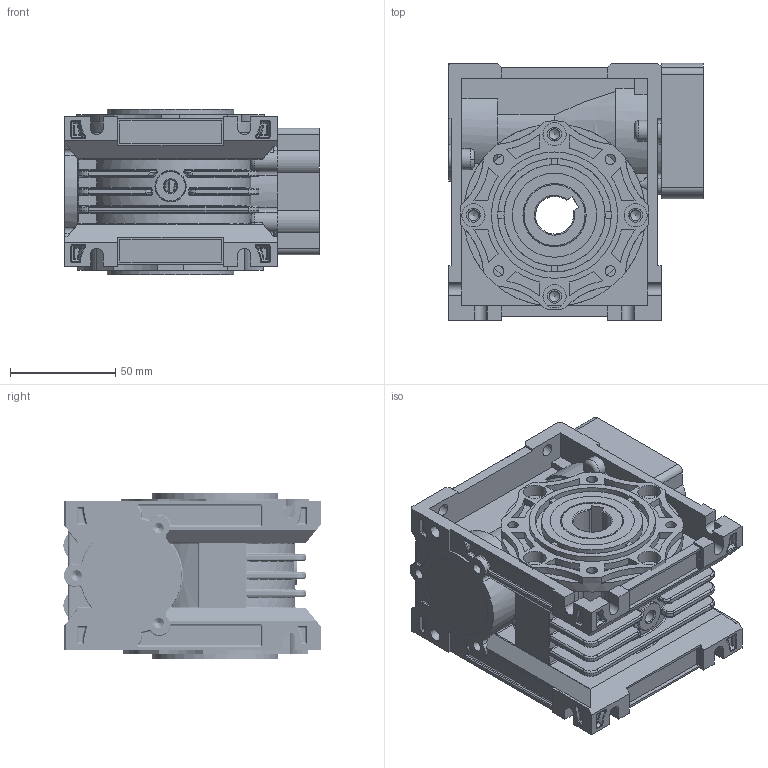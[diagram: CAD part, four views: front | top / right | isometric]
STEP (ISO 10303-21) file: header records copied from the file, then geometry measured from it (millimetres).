
FILE_DESCRIPTION(('STEP AP214'), '1');
FILE_NAME('RV40-60', '', ('UNSPECIFIED'), ('UNSPECIFIED'), 'ASCON STEP Converter 1.6', 'ASCON Math Kernel', '');
FILE_SCHEMA(('AUTOMOTIVE_DESIGN { 1 0 10303 214 3 1 1}'));
Length unit declared in the file: millimetre
Bounding box: 121 x 122.15 x 78.5 mm (x, y, z)
Volume: 457383.1 mm3; surface area: 244176.7 mm2
Topology: 13 solids, 13 shells, 2607 faces, 6764 edges, 4141 vertices
Faces by surface type: cylinder 815, plane 580, sphere 401, bspline 373, torus 360, cone 78
Full cylindrical faces by diameter (mm): 4 x1, 4.134 x4, 5 x18, 5.188 x4, 5.5 x4, 6 x7, 6.6 x4, 6.917 x1, 8.5 x1, 11 x4, 12 x1, 13 x2, 14 x1, 15 x1, 17 x2, 18.86 x1, 23.9 x2, 24.95 x1, 25 x2, 27.35 x1, 29.65 x1, 30 x8, 31.6 x2, 33.1 x2, 34 x2, 34.9 x1, 35 x1, 37.1 x1, 37.5 x4, 40 x9
Entity records: 199970 total; most frequent: CARTESIAN_POINT 121669, ORIENTED_EDGE 12846, DIRECTION 10213, EDGE_CURVE 6423, AXIS2_PLACEMENT_3D 4248, VERTEX_POINT 4120, EDGE_LOOP 3207, FACE_BOUND 2922
